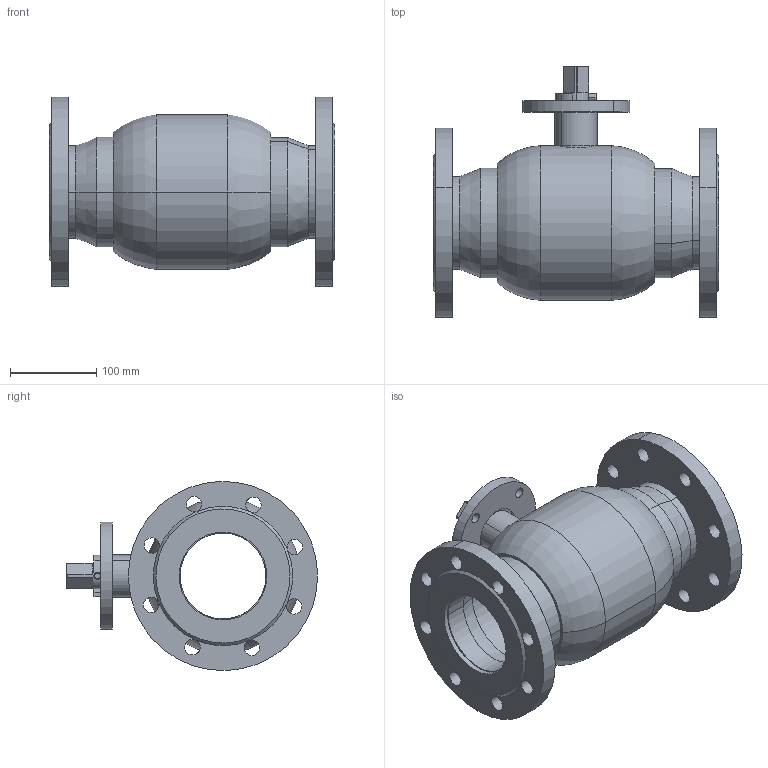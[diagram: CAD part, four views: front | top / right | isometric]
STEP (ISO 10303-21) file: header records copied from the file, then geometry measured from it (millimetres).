
FILE_DESCRIPTION (( 'STEP AP214' ), '1' );
FILE_NAME ('通径DN100法兰球阀-蜗轮盘PN16.STEP', '2026-01-28T08:04:01', ( '' ), ( '' ), 'SwSTEP 2.0', 'SolidWorks 2022', '' );
FILE_SCHEMA (( 'AUTOMOTIVE_DESIGN' ));
Length unit declared in the file: millimetre
Products named in the file (8): 125-150攫 - 萵掛; Q61F-125-5粣杶; 100楊擘1.6; Q61F-125-1概极樓馱; Q61F-125-16詩种; 通径DN100法兰球阀-蜗轮盘PN16; 100籵噤諉; Q61F-125-3概裝
Assembly tree (9 placements, depth 2):
  通径DN100法兰球阀-蜗轮盘PN16
    Q61F-125-1概极樓馱
    Q61F-125-5粣杶
    125-150攫 - 萵掛
    100籵噤諉  x2
    Q61F-125-3概裝
    Q61F-125-16詩种
    100楊擘1.6  x2
Bounding box: 332 x 291.94 x 219.88 mm (x, y, z)
Volume: 2350337.6 mm3; surface area: 599975.9 mm2
Topology: 9 solids, 9 shells, 219 faces, 535 edges, 334 vertices
Faces by surface type: cylinder 123, plane 60, cone 22, torus 14
Entity records: 6018 total; most frequent: CARTESIAN_POINT 1285, DIRECTION 987, ORIENTED_EDGE 818, AXIS2_PLACEMENT_3D 414, EDGE_CURVE 409, VERTEX_POINT 258, CIRCLE 232, EDGE_LOOP 213
